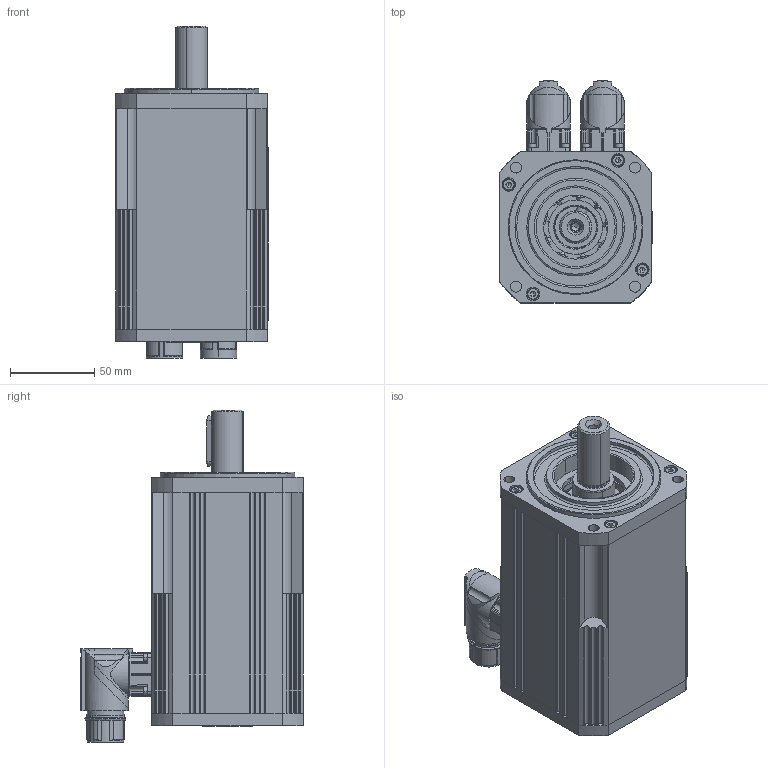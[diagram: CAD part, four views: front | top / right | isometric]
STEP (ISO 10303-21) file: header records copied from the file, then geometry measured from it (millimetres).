
FILE_DESCRIPTION((''),'2;1');
FILE_NAME('FP-409 + Encoder Quantum QR145-07.stp','2011-11-14T10:54:56',('jlopez'),(''),'Autodesk Inventor 9','Autodesk Inventor 9','');
FILE_SCHEMA(('AUTOMOTIVE_DESIGN { 1 0 10303 214 1 1 1 1 }'));
Length unit declared in the file: millimetre
Products named in the file (1): Pieza1
Bounding box: 90.5 x 132.15 x 197.16 mm (x, y, z)
Volume: 26708 mm3; surface area: 159449.6 mm2
Topology: 21 solids, 22 shells, 1362 faces, 3661 edges, 2266 vertices
Faces by surface type: cylinder 556, plane 443, bspline 159, cone 92, sphere 64, torus 48
Entity records: 44272 total; most frequent: CARTESIAN_POINT 10696, DIRECTION 7367, ORIENTED_EDGE 6966, EDGE_CURVE 3483, AXIS2_PLACEMENT_3D 2965, VERTEX_POINT 2248, CIRCLE 1641, EDGE_LOOP 1563
